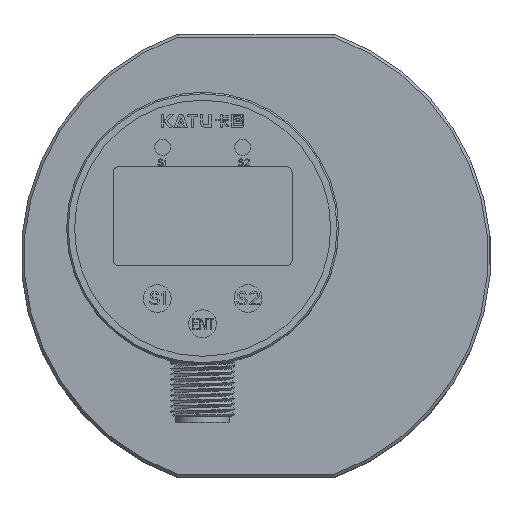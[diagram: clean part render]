
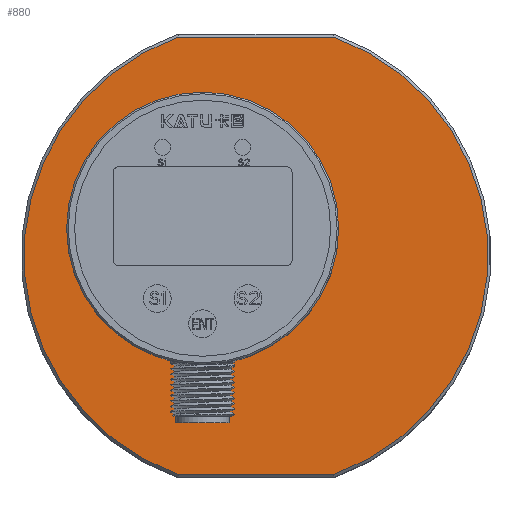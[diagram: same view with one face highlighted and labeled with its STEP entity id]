
A CAD part, top view. The second image highlights one B-rep face of the part: STEP entity #880.
In plain terms, the highlighted planar face has unit normal (0, 0, 1).
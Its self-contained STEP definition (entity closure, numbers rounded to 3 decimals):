
#161=PLANE('',#10729);
#880=ADVANCED_FACE('',(#1497),#161,.T.);
#1497=FACE_OUTER_BOUND('',#2017,.T.);
#2017=EDGE_LOOP('',(#2883,#2884,#2885,#2886));
#2657=CIRCLE('',#10727,43.5);
#2658=CIRCLE('',#10728,43.5);
#2883=ORIENTED_EDGE('',*,*,#6745,.T.);
#2884=ORIENTED_EDGE('',*,*,#6746,.T.);
#2885=ORIENTED_EDGE('',*,*,#6747,.T.);
#2886=ORIENTED_EDGE('',*,*,#6748,.T.);
#5731=VERTEX_POINT('',#16573);
#5732=VERTEX_POINT('',#16574);
#5733=VERTEX_POINT('',#16576);
#5734=VERTEX_POINT('',#16578);
#6745=EDGE_CURVE('',#5731,#5732,#2657,.T.);
#6746=EDGE_CURVE('',#5732,#5733,#8173,.T.);
#6747=EDGE_CURVE('',#5733,#5734,#2658,.T.);
#6748=EDGE_CURVE('',#5734,#5731,#8174,.T.);
#8173=LINE('',#16575,#9443);
#8174=LINE('',#16579,#9444);
#9443=VECTOR('',#11452,1.);
#9444=VECTOR('',#11455,1.);
#10727=AXIS2_PLACEMENT_3D('',#16572,#11450,#11451);
#10728=AXIS2_PLACEMENT_3D('',#16577,#11453,#11454);
#10729=AXIS2_PLACEMENT_3D('',#16580,#11456,#11457);
#11450=DIRECTION('',(0.,0.,1.));
#11451=DIRECTION('',(1.,0.,0.));
#11452=DIRECTION('',(-1.,0.,0.));
#11453=DIRECTION('',(0.,0.,1.));
#11454=DIRECTION('',(1.,0.,0.));
#11455=DIRECTION('',(1.,0.,0.));
#11456=DIRECTION('',(0.,0.,1.));
#11457=DIRECTION('',(1.,0.,0.));
#16572=CARTESIAN_POINT('',(0.,0.,0.));
#16573=CARTESIAN_POINT('',(14.534,-41.,0.));
#16574=CARTESIAN_POINT('',(14.534,41.,0.));
#16575=CARTESIAN_POINT('',(0.,41.,0.));
#16576=CARTESIAN_POINT('',(-14.534,41.,0.));
#16577=CARTESIAN_POINT('',(0.,0.,0.));
#16578=CARTESIAN_POINT('',(-14.534,-41.,0.));
#16579=CARTESIAN_POINT('',(14.62,-41.,0.));
#16580=CARTESIAN_POINT('',(0.,0.,0.));
